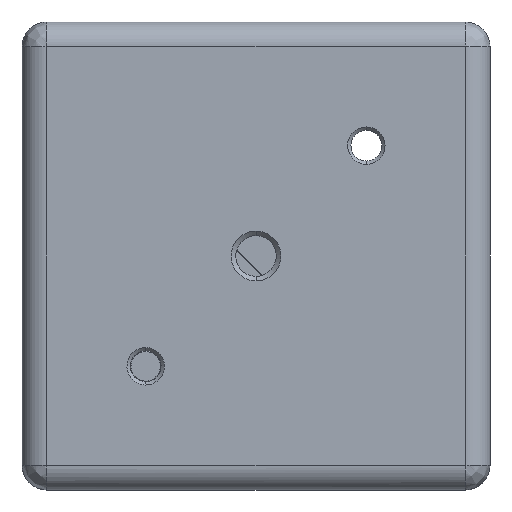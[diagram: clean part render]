
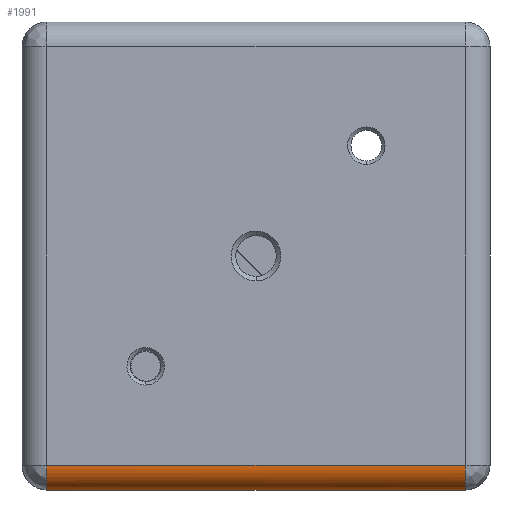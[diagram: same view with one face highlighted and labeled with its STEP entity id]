
A CAD part, front view. The second image highlights one B-rep face of the part: STEP entity #1991.
In plain terms, the highlighted free-form (B-spline) face has degree [3, 1] with [4, 2] control points.
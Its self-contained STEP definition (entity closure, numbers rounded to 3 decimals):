
#128 = B_SPLINE_CURVE_WITH_KNOTS ( 'NONE', 1,
 ( #5281, #2757 ),
 .UNSPECIFIED., .F., .F.,
 ( 2, 2 ),
 ( 0., 1. ),
 .UNSPECIFIED. ) ;
#257 = VERTEX_POINT ( 'NONE', #450 ) ;
#450 = CARTESIAN_POINT ( 'NONE',  ( 17.05, 0., -19.05 ) ) ;
#672 =( BOUNDED_SURFACE ( )  B_SPLINE_SURFACE ( 3, 1, ( 
 ( #10443, #6147 ),
 ( #9596, #5308 ),
 ( #10498, #6909 ),
 ( #9766, #2054 ) ),
 .UNSPECIFIED., .F., .F., .F. ) 
 B_SPLINE_SURFACE_WITH_KNOTS ( ( 4, 4 ),
 ( 2, 2 ),
 ( 0., 1. ),
 ( 0., 1. ),
 .UNSPECIFIED. ) 
 GEOMETRIC_REPRESENTATION_ITEM ( )  RATIONAL_B_SPLINE_SURFACE ( (
 ( 1., 1.),
 ( 0.805, 0.805),
 ( 0.805, 0.805),
 ( 1., 1.) ) ) 
 REPRESENTATION_ITEM ( '' )  SURFACE ( )  );
#779 = CARTESIAN_POINT ( 'NONE',  ( -17.05, -2., -17.05 ) ) ;
#823 = CARTESIAN_POINT ( 'NONE',  ( 17.05, -2., -17.05 ) ) ;
#906 = CARTESIAN_POINT ( 'NONE',  ( -17.05, -2., -18.222 ) ) ;
#1663 = CARTESIAN_POINT ( 'NONE',  ( 17.05, -2., -18.222 ) ) ;
#1767 = CARTESIAN_POINT ( 'NONE',  ( 17.05, -1.172, -19.05 ) ) ;
#1863 = ORIENTED_EDGE ( 'NONE', *, *, #5477, .F. ) ;
#1991 = ADVANCED_FACE ( 'NONE', ( #7074 ), #672, .T. ) ;
#2054 = CARTESIAN_POINT ( 'NONE',  ( -17.05, -2., -17.05 ) ) ;
#2522 = CARTESIAN_POINT ( 'NONE',  ( -17.05, 0., -19.05 ) ) ;
#2644 = VERTEX_POINT ( 'NONE', #2522 ) ;
#2703 =( BOUNDED_CURVE ( )  B_SPLINE_CURVE ( 3, ( #7817, #906, #7600, #11041 ),
 .UNSPECIFIED., .F., .F. ) 
 B_SPLINE_CURVE_WITH_KNOTS ( ( 4, 4 ),
 ( 0., 1. ),
 .UNSPECIFIED. ) 
 CURVE ( )  GEOMETRIC_REPRESENTATION_ITEM ( )  RATIONAL_B_SPLINE_CURVE ( ( 1., 0.805, 0.805, 1. ) ) 
 REPRESENTATION_ITEM ( '' )  );
#2757 = CARTESIAN_POINT ( 'NONE',  ( -17.05, 0., -19.05 ) ) ;
#3831 = EDGE_CURVE ( 'NONE', #8495, #2644, #2703, .T. ) ;
#3906 = CARTESIAN_POINT ( 'NONE',  ( -17.05, -2., -17.05 ) ) ;
#4256 = CARTESIAN_POINT ( 'NONE',  ( 17.05, -2., -17.05 ) ) ;
#4400 = B_SPLINE_CURVE_WITH_KNOTS ( 'NONE', 1,
 ( #8490, #779 ),
 .UNSPECIFIED., .F., .F.,
 ( 2, 2 ),
 ( 0., 1. ),
 .UNSPECIFIED. ) ;
#4902 =( BOUNDED_CURVE ( )  B_SPLINE_CURVE ( 3, ( #5811, #1767, #1663, #823 ),
 .UNSPECIFIED., .F., .T. ) 
 B_SPLINE_CURVE_WITH_KNOTS ( ( 4, 4 ),
 ( 0., 1. ),
 .UNSPECIFIED. ) 
 CURVE ( )  GEOMETRIC_REPRESENTATION_ITEM ( )  RATIONAL_B_SPLINE_CURVE ( ( 1., 0.805, 0.805, 1. ) ) 
 REPRESENTATION_ITEM ( '' )  );
#5281 = CARTESIAN_POINT ( 'NONE',  ( 17.05, 0., -19.05 ) ) ;
#5308 = CARTESIAN_POINT ( 'NONE',  ( -17.05, -1.172, -19.05 ) ) ;
#5477 = EDGE_CURVE ( 'NONE', #257, #2644, #128, .T. ) ;
#5642 = EDGE_CURVE ( 'NONE', #9630, #8495, #4400, .T. ) ;
#5811 = CARTESIAN_POINT ( 'NONE',  ( 17.05, 0., -19.05 ) ) ;
#6147 = CARTESIAN_POINT ( 'NONE',  ( -17.05, 0., -19.05 ) ) ;
#6909 = CARTESIAN_POINT ( 'NONE',  ( -17.05, -2., -18.222 ) ) ;
#7074 = FACE_OUTER_BOUND ( 'NONE', #8686, .T. ) ;
#7600 = CARTESIAN_POINT ( 'NONE',  ( -17.05, -1.172, -19.05 ) ) ;
#7817 = CARTESIAN_POINT ( 'NONE',  ( -17.05, -2., -17.05 ) ) ;
#8426 = ORIENTED_EDGE ( 'NONE', *, *, #3831, .T. ) ;
#8490 = CARTESIAN_POINT ( 'NONE',  ( 17.05, -2., -17.05 ) ) ;
#8495 = VERTEX_POINT ( 'NONE', #3906 ) ;
#8686 = EDGE_LOOP ( 'NONE', ( #8426, #1863, #9956, #10652 ) ) ;
#9145 = EDGE_CURVE ( 'NONE', #257, #9630, #4902, .T. ) ;
#9596 = CARTESIAN_POINT ( 'NONE',  ( 17.05, -1.172, -19.05 ) ) ;
#9630 = VERTEX_POINT ( 'NONE', #4256 ) ;
#9766 = CARTESIAN_POINT ( 'NONE',  ( 17.05, -2., -17.05 ) ) ;
#9956 = ORIENTED_EDGE ( 'NONE', *, *, #9145, .T. ) ;
#10443 = CARTESIAN_POINT ( 'NONE',  ( 17.05, 0., -19.05 ) ) ;
#10498 = CARTESIAN_POINT ( 'NONE',  ( 17.05, -2., -18.222 ) ) ;
#10652 = ORIENTED_EDGE ( 'NONE', *, *, #5642, .T. ) ;
#11041 = CARTESIAN_POINT ( 'NONE',  ( -17.05, 0., -19.05 ) ) ;
